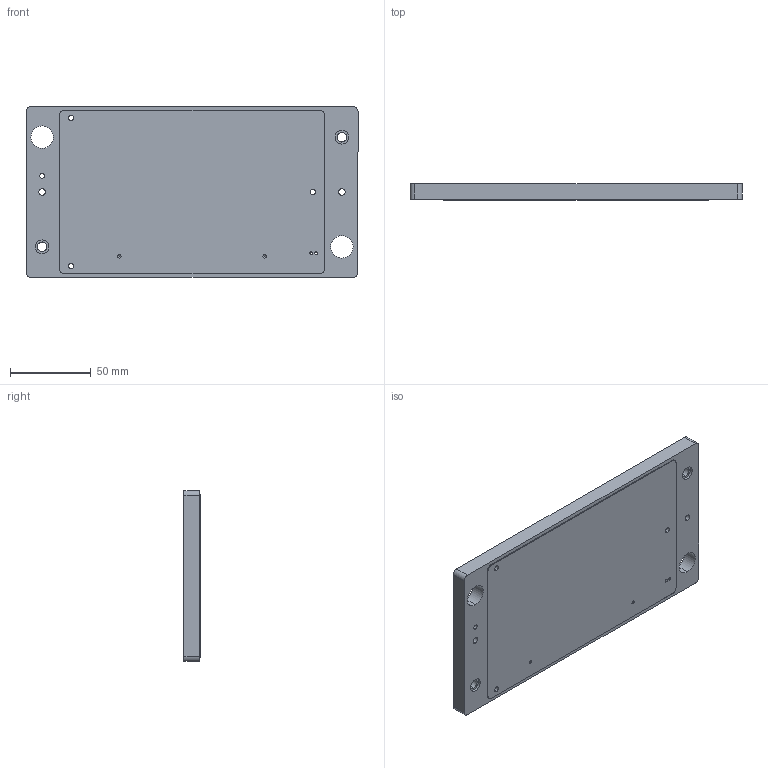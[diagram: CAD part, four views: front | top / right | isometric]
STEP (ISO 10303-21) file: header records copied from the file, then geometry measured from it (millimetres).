
FILE_DESCRIPTION (( 'STEP AP214' ), '1' );
FILE_NAME ('INGUN_28377.STEP', '2024-09-11T13:09:41', ( '' ), ( '' ), 'SwSTEP 2.0', 'SolidWorks 2021', '' );
FILE_SCHEMA (( 'AUTOMOTIVE_DESIGN' ));
Length unit declared in the file: millimetre
Products named in the file (1): INGUN_28377
Bounding box: 206 x 10 x 106 mm (x, y, z)
Volume: 208545.4 mm3; surface area: 51735.1 mm2
Topology: 1 solids, 1 shells, 78 faces, 194 edges, 124 vertices
Faces by surface type: cylinder 50, plane 18, cone 10
Entity records: 2418 total; most frequent: DIRECTION 454, CARTESIAN_POINT 393, ORIENTED_EDGE 380, EDGE_CURVE 190, AXIS2_PLACEMENT_3D 185, VERTEX_POINT 124, EDGE_LOOP 112, CIRCLE 106
